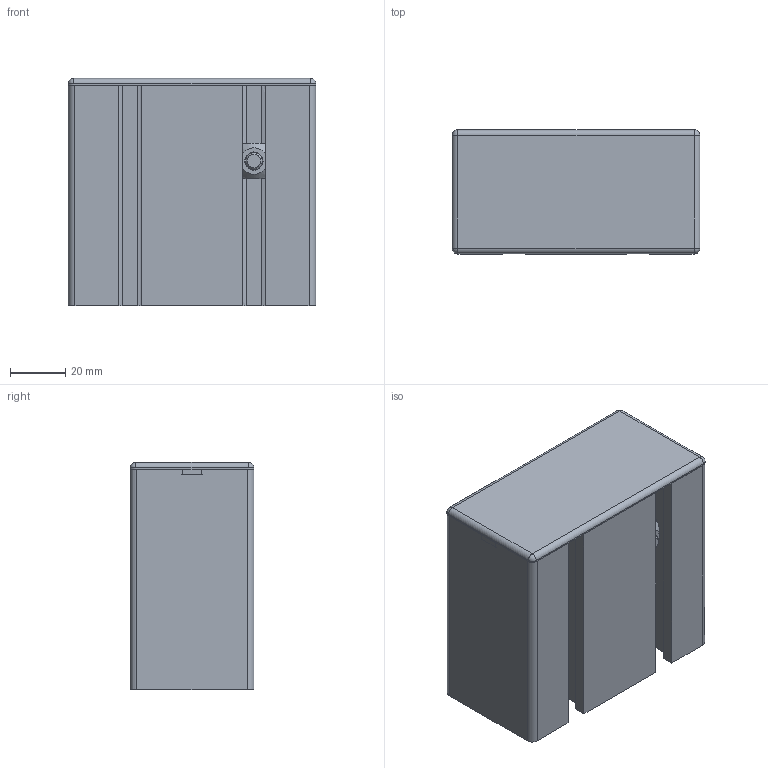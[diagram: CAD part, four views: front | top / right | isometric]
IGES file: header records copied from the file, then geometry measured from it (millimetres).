
Global section: file name: 700800P.stp.ipt; native system: Autodesk Inventor 2014; preprocessor: unknown; author: zeman; date: 20151016.131528; units: millimetre
Bounding box: 90 x 45 x 82.5 mm (x, y, z)
Volume: 85810.6 mm3; surface area: 82551.6 mm2
Topology: 9 solids, 9 shells, 333 faces, 962 edges, 640 vertices
Faces by surface type: plane 144, revolution 97, cylinder 44, cone 38, sphere 9, bspline 1
Full cylindrical faces by diameter (mm): 6 x1, 10 x1, 10.16 x2, 18 x2, 19 x1, 21.5 x2
